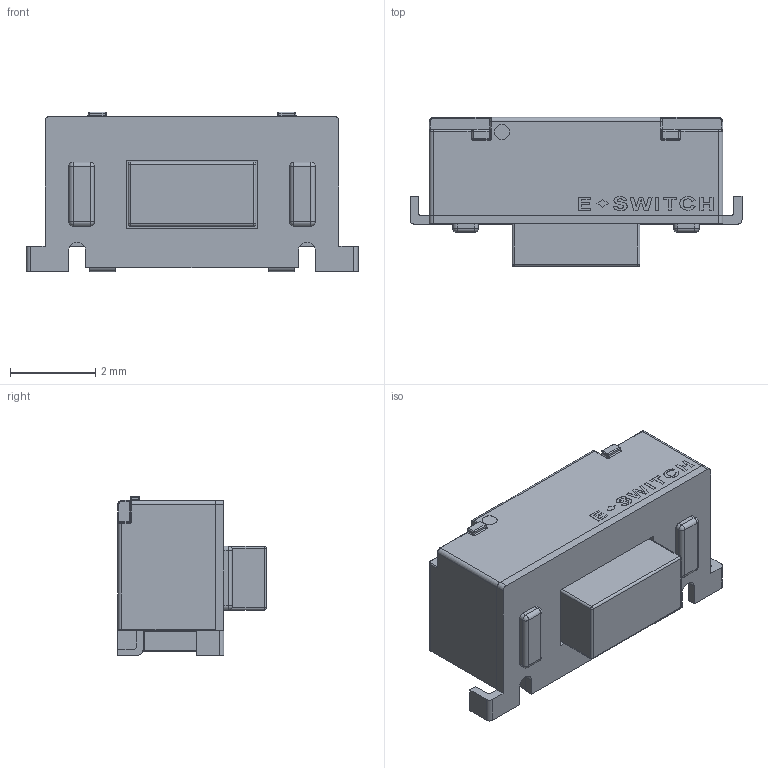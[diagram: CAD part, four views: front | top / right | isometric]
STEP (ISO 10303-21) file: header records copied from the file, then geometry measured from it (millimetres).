
FILE_DESCRIPTION(/* description */ (''),/* implementation_level */ '2;1');
FILE_NAME(/* name */ 'E-Switch TL3330AF260QG.stp',/* time_stamp */ '2020-05-12T04:32:08-04:00',/* author */ ('Ricardo'),/* organization */ (''),/* preprocessor_version */ 'ST-DEVELOPER v18',/* originating_system */ 'Autodesk Inventor 2020',/* authorisation */ '');
FILE_SCHEMA (('AUTOMOTIVE_DESIGN { 1 0 10303 214 3 1 1 }'));
Length unit declared in the file: millimetre
Products named in the file (6): E-Switch TL3330AF260QG; body; cover; button; terminals; logo
Assembly tree (5 placements, depth 2):
  E-Switch TL3330AF260QG
    body
    cover
    button
    terminals
    logo
Bounding box: 7.8 x 3.5 x 3.75 mm (x, y, z)
Volume: 63.2 mm3; surface area: 166.8 mm2
Topology: 14 solids, 14 shells, 370 faces, 893 edges, 553 vertices
Faces by surface type: plane 167, cylinder 109, bspline 46, sphere 25, torus 23
Full cylindrical faces by diameter (mm): 0.353 x1
Entity records: 11095 total; most frequent: CARTESIAN_POINT 2357, ORIENTED_EDGE 1786, DIRECTION 1710, EDGE_CURVE 893, AXIS2_PLACEMENT_3D 574, LINE 562, VECTOR 562, VERTEX_POINT 553
